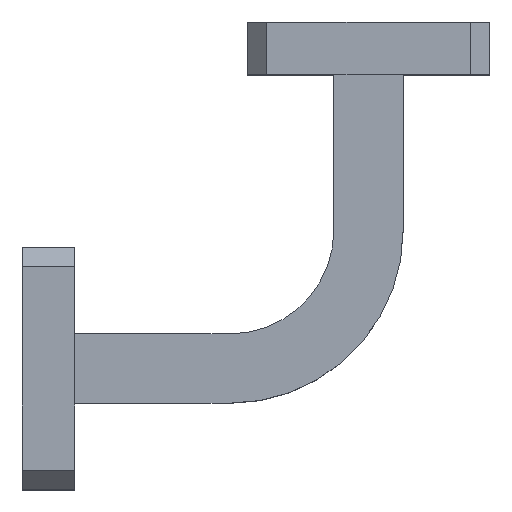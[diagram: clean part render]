
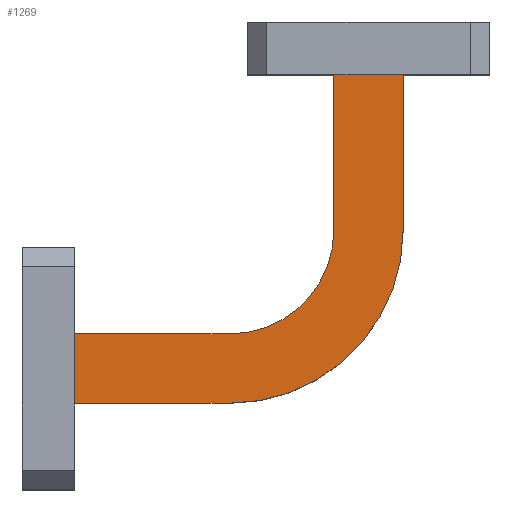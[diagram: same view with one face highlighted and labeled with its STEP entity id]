
A CAD part, top view. The second image highlights one B-rep face of the part: STEP entity #1269.
In plain terms, the highlighted planar face has unit normal (0, 0, 1).
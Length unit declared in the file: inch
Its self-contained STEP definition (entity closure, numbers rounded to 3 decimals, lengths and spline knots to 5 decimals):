
#7 = DIRECTION ( 'NONE',  ( -1., 0., 0. ) ) ;
#28 = CARTESIAN_POINT ( 'NONE',  ( 0.75, 1.06, 0.21 ) ) ;
#29 = VECTOR ( 'NONE', #1376, 39.37008 ) ;
#42 = CARTESIAN_POINT ( 'NONE',  ( 0.75, 0.125, 0.21 ) ) ;
#82 = LINE ( 'NONE', #1191, #1501 ) ;
#98 = ORIENTED_EDGE ( 'NONE', *, *, #455, .T. ) ;
#101 = ORIENTED_EDGE ( 'NONE', *, *, #1615, .F. ) ;
#198 = LINE ( 'NONE', #28, #1749 ) ;
#210 = VERTEX_POINT ( 'NONE', #333 ) ;
#215 = LINE ( 'NONE', #1446, #805 ) ;
#240 = DIRECTION ( 'NONE',  ( -1., 0., 0. ) ) ;
#243 = CARTESIAN_POINT ( 'NONE',  ( 0.75, 0.125, 0.21 ) ) ;
#333 = CARTESIAN_POINT ( 'NONE',  ( 1.375, 1.06, 0.21 ) ) ;
#370 = CARTESIAN_POINT ( 'NONE',  ( 0.75, 0.5, 0.21 ) ) ;
#376 = VERTEX_POINT ( 'NONE', #1363 ) ;
#396 = DIRECTION ( 'NONE',  ( 1., 0., 0. ) ) ;
#412 = LINE ( 'NONE', #969, #29 ) ;
#432 = LINE ( 'NONE', #989, #1097 ) ;
#455 = EDGE_CURVE ( 'NONE', #376, #686, #976, .T. ) ;
#508 = CARTESIAN_POINT ( 'NONE',  ( 1.125, 1.06, 0.21 ) ) ;
#598 = CARTESIAN_POINT ( 'NONE',  ( 1.125, 0.5, 0.21 ) ) ;
#602 = EDGE_LOOP ( 'NONE', ( #1046, #1465, #1705, #101, #835, #1105, #1249, #98 ) ) ;
#604 = FACE_OUTER_BOUND ( 'NONE', #602, .T. ) ;
#641 = DIRECTION ( 'NONE',  ( 1., 0., 0. ) ) ;
#686 = VERTEX_POINT ( 'NONE', #1601 ) ;
#704 = CIRCLE ( 'NONE', #827, 0.375 ) ;
#717 = CARTESIAN_POINT ( 'NONE',  ( 0.19, -0.125, 0.21 ) ) ;
#732 = AXIS2_PLACEMENT_3D ( 'NONE', #1223, #1767, #396 ) ;
#734 = CARTESIAN_POINT ( 'NONE',  ( 0.75, -0.125, 0.21 ) ) ;
#805 = VECTOR ( 'NONE', #902, 39.37008 ) ;
#827 = AXIS2_PLACEMENT_3D ( 'NONE', #370, #929, #641 ) ;
#835 = ORIENTED_EDGE ( 'NONE', *, *, #1761, .T. ) ;
#858 = VERTEX_POINT ( 'NONE', #598 ) ;
#861 = DIRECTION ( 'NONE',  ( 0., 0., -1. ) ) ;
#868 = AXIS2_PLACEMENT_3D ( 'NONE', #734, #861, #1008 ) ;
#902 = DIRECTION ( 'NONE',  ( 0., 1., 0. ) ) ;
#911 = VECTOR ( 'NONE', #7, 39.37008 ) ;
#920 = VERTEX_POINT ( 'NONE', #717 ) ;
#929 = DIRECTION ( 'NONE',  ( 0., 0., 1. ) ) ;
#969 = CARTESIAN_POINT ( 'NONE',  ( 0.19, -0.125, 0.21 ) ) ;
#976 = CIRCLE ( 'NONE', #732, 0.625 ) ;
#989 = CARTESIAN_POINT ( 'NONE',  ( 1.125, 0.5, 0.21 ) ) ;
#1008 = DIRECTION ( 'NONE',  ( -1., 0., 0. ) ) ;
#1026 = EDGE_CURVE ( 'NONE', #376, #920, #82, .T. ) ;
#1046 = ORIENTED_EDGE ( 'NONE', *, *, #1346, .T. ) ;
#1097 = VECTOR ( 'NONE', #1778, 39.37008 ) ;
#1105 = ORIENTED_EDGE ( 'NONE', *, *, #1566, .T. ) ;
#1107 = LINE ( 'NONE', #243, #911 ) ;
#1191 = CARTESIAN_POINT ( 'NONE',  ( 0.75, -0.125, 0.21 ) ) ;
#1195 = EDGE_CURVE ( 'NONE', #210, #1634, #198, .T. ) ;
#1223 = CARTESIAN_POINT ( 'NONE',  ( 0.75, 0.5, 0.21 ) ) ;
#1238 = VERTEX_POINT ( 'NONE', #1564 ) ;
#1249 = ORIENTED_EDGE ( 'NONE', *, *, #1026, .F. ) ;
#1269 = ADVANCED_FACE ( 'NONE', ( #604 ), #1673, .F. ) ;
#1291 = VERTEX_POINT ( 'NONE', #42 ) ;
#1346 = EDGE_CURVE ( 'NONE', #686, #210, #215, .T. ) ;
#1363 = CARTESIAN_POINT ( 'NONE',  ( 0.75, -0.125, 0.21 ) ) ;
#1376 = DIRECTION ( 'NONE',  ( 0., -1., 0. ) ) ;
#1446 = CARTESIAN_POINT ( 'NONE',  ( 1.375, 0.5, 0.21 ) ) ;
#1465 = ORIENTED_EDGE ( 'NONE', *, *, #1195, .T. ) ;
#1497 = EDGE_CURVE ( 'NONE', #858, #1634, #432, .T. ) ;
#1501 = VECTOR ( 'NONE', #240, 39.37008 ) ;
#1543 = DIRECTION ( 'NONE',  ( -1., 0., 0. ) ) ;
#1564 = CARTESIAN_POINT ( 'NONE',  ( 0.19, 0.125, 0.21 ) ) ;
#1566 = EDGE_CURVE ( 'NONE', #1238, #920, #412, .T. ) ;
#1601 = CARTESIAN_POINT ( 'NONE',  ( 1.375, 0.5, 0.21 ) ) ;
#1615 = EDGE_CURVE ( 'NONE', #1291, #858, #704, .T. ) ;
#1634 = VERTEX_POINT ( 'NONE', #508 ) ;
#1673 = PLANE ( 'NONE',  #868 ) ;
#1705 = ORIENTED_EDGE ( 'NONE', *, *, #1497, .F. ) ;
#1749 = VECTOR ( 'NONE', #1543, 39.37008 ) ;
#1761 = EDGE_CURVE ( 'NONE', #1291, #1238, #1107, .T. ) ;
#1767 = DIRECTION ( 'NONE',  ( 0., 0., 1. ) ) ;
#1778 = DIRECTION ( 'NONE',  ( 0., 1., 0. ) ) ;
